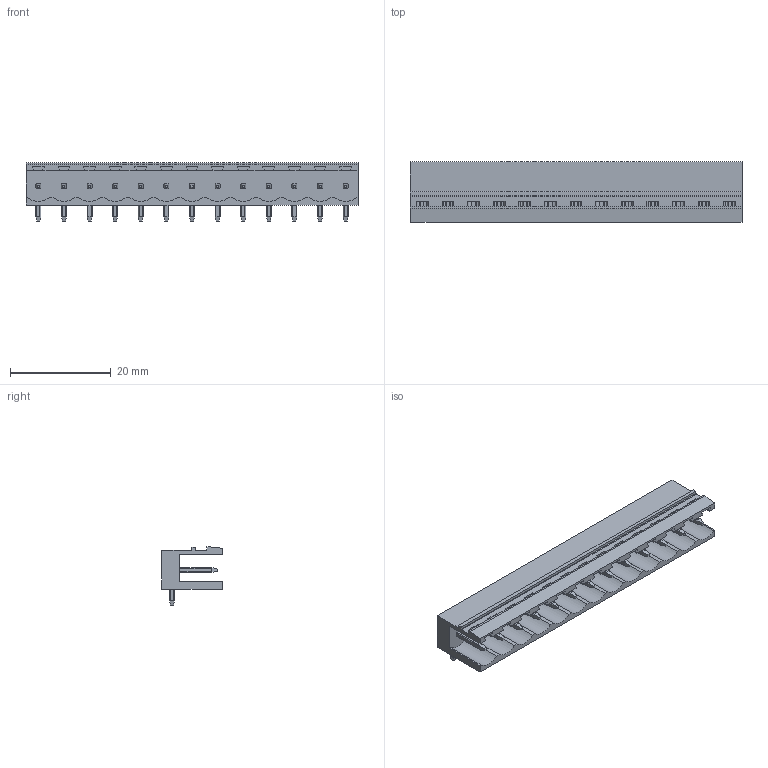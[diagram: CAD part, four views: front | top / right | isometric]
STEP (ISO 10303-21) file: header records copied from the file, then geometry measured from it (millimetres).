
FILE_DESCRIPTION(('CATIA V5 STEP Exchange','CAx-IF Rec.Pracs.--- Model Styling and Organization---1.2---2011-12-15'),'2;1');
FILE_NAME ('D1449006_0', '2018-10-25T10:23:09+00:00', ('none'), ('Weidmueller'), 'CATIA Version 5-6 Release 2014', 'CATIA V5 STEP AP214', 'none');
FILE_SCHEMA(('AUTOMOTIVE_DESIGN { 1 0 10303 214 1 1 1 1 }'));
Length unit declared in the file: millimetre
Products named in the file (1): 1146970000
Bounding box: 65.84 x 12 x 11.63 mm (x, y, z)
Volume: 2998.8 mm3; surface area: 5037.1 mm2
Topology: 14 solids, 14 shells, 643 faces, 1793 edges, 1152 vertices
Faces by surface type: plane 420, cylinder 223
Entity records: 18680 total; most frequent: CARTESIAN_POINT 4282, ORIENTED_EDGE 3586, DIRECTION 2019, EDGE_CURVE 1787, VECTOR 1241, LINE 1241, VERTEX_POINT 1144, EDGE_LOOP 669
